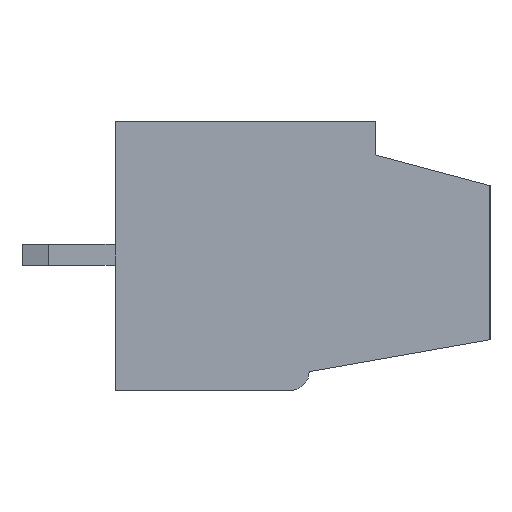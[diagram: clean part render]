
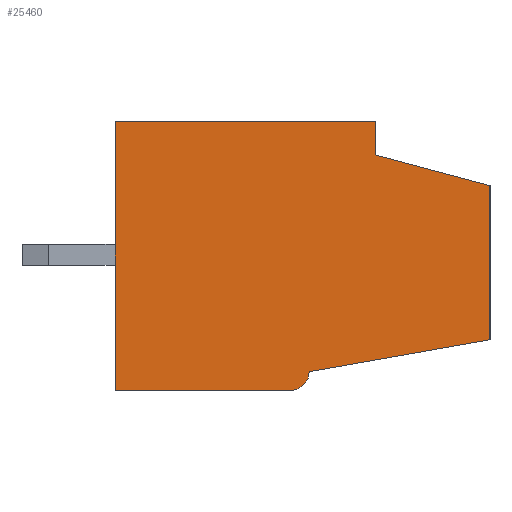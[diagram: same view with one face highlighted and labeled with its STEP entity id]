
A CAD part, left-side view. The second image highlights one B-rep face of the part: STEP entity #25460.
In plain terms, the highlighted planar face has unit normal (-1, 0, 0).
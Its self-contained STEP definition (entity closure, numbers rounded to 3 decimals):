
#393=DIRECTION('',(0.,0.,1.));
#394=VECTOR('',#393,5.799);
#395=CARTESIAN_POINT('',(-63.931,-0.1,-3.101));
#396=LINE('',#395,#394);
#7724=DIRECTION('',(0.,-1.,0.));
#7725=VECTOR('',#7724,6.6);
#7726=CARTESIAN_POINT('',(-63.931,14.,-5.));
#7727=LINE('',#7726,#7725);
#8052=DIRECTION('',(0.,0.,-1.));
#8053=VECTOR('',#8052,10.1);
#8054=CARTESIAN_POINT('',(-63.931,14.,5.1));
#8055=LINE('',#8054,#8053);
#9000=DIRECTION('',(0.,1.,0.));
#9001=VECTOR('',#9000,9.8);
#9002=CARTESIAN_POINT('',(-63.931,4.2,5.1));
#9003=LINE('',#9002,#9001);
#9112=DIRECTION('',(0.,0.985,-0.174));
#9113=VECTOR('',#9112,6.905);
#9114=CARTESIAN_POINT('',(-63.931,-0.1,-3.101));
#9115=LINE('',#9114,#9113);
#9116=CARTESIAN_POINT('',(-63.931,7.4,-4.3));
#9117=DIRECTION('',(1.,0.,0.));
#9118=DIRECTION('',(0.,-1.,0.));
#9119=AXIS2_PLACEMENT_3D('',#9116,#9117,#9118);
#9121=DIRECTION('',(0.,0.,-1.));
#9122=VECTOR('',#9121,1.25);
#9123=CARTESIAN_POINT('',(-63.931,4.2,5.1));
#9124=LINE('',#9123,#9122);
#9125=DIRECTION('',(0.,-0.966,-0.259));
#9126=VECTOR('',#9125,4.452);
#9127=CARTESIAN_POINT('',(-63.931,4.2,3.85));
#9128=LINE('',#9127,#9126);
#13781=CARTESIAN_POINT('',(-63.931,14.,-5.));
#13782=CARTESIAN_POINT('',(-63.931,7.4,-5.));
#13783=VERTEX_POINT('',#13781);
#13784=VERTEX_POINT('',#13782);
#13785=CARTESIAN_POINT('',(-63.931,6.7,-4.3));
#13786=VERTEX_POINT('',#13785);
#13787=CARTESIAN_POINT('',(-63.931,14.,5.1));
#13788=VERTEX_POINT('',#13787);
#13789=CARTESIAN_POINT('',(-63.931,4.2,5.1));
#13790=CARTESIAN_POINT('',(-63.931,4.2,3.85));
#13791=VERTEX_POINT('',#13789);
#13792=VERTEX_POINT('',#13790);
#13793=CARTESIAN_POINT('',(-63.931,-0.1,-3.101));
#13794=VERTEX_POINT('',#13793);
#13795=CARTESIAN_POINT('',(-63.931,-0.1,2.698));
#13796=VERTEX_POINT('',#13795);
#25445=CARTESIAN_POINT('',(-63.931,0.,0.));
#25446=DIRECTION('',(-1.,0.,0.));
#25447=DIRECTION('',(0.,-1.,0.));
#25448=AXIS2_PLACEMENT_3D('',#25445,#25446,#25447);
#25449=PLANE('',#25448);
#25450=ORIENTED_EDGE('',*,*,#14019,.F.);
#25451=ORIENTED_EDGE('',*,*,#23224,.T.);
#25452=ORIENTED_EDGE('',*,*,#23243,.T.);
#25453=ORIENTED_EDGE('',*,*,#23318,.F.);
#25454=ORIENTED_EDGE('',*,*,#23445,.F.);
#25455=ORIENTED_EDGE('',*,*,#25282,.F.);
#25456=ORIENTED_EDGE('',*,*,#13863,.T.);
#25457=ORIENTED_EDGE('',*,*,#14004,.T.);
#25458=EDGE_LOOP('',(#25450,#25451,#25452,#25453,#25454,#25455,#25456,#25457));
#25459=FACE_OUTER_BOUND('',#25458,.F.);
#9120=CIRCLE('',#9119,0.7);
#13863=EDGE_CURVE('',#13791,#13792,#9124,.T.);
#14004=EDGE_CURVE('',#13792,#13796,#9128,.T.);
#14019=EDGE_CURVE('',#13794,#13796,#396,.T.);
#23224=EDGE_CURVE('',#13794,#13786,#9115,.T.);
#23243=EDGE_CURVE('',#13786,#13784,#9120,.T.);
#23318=EDGE_CURVE('',#13783,#13784,#7727,.T.);
#23445=EDGE_CURVE('',#13788,#13783,#8055,.T.);
#25282=EDGE_CURVE('',#13791,#13788,#9003,.T.);
#25460=ADVANCED_FACE('',(#25459),#25449,.T.);
